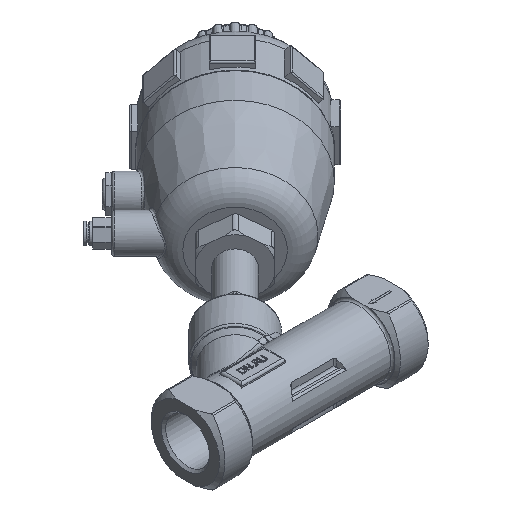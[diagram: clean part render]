
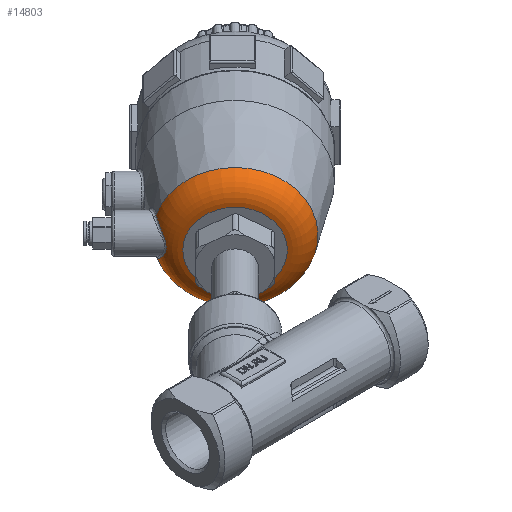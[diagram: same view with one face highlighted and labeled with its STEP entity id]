
A CAD part, isometric view. The second image highlights one B-rep face of the part: STEP entity #14803.
In plain terms, the highlighted toroidal (fillet/blend) face has major radius 16.859 mm and minor radius 10 mm.
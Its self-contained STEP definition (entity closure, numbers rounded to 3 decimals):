
#440=TOROIDAL_SURFACE('',#16091,16.859,10.);
#2413=FACE_OUTER_BOUND('',#3294,.T.);
#3294=EDGE_LOOP('',(#12503,#12504,#12505,#12506,#12507,#12508));
#4252=B_SPLINE_CURVE_WITH_KNOTS('',3,(#59699,#59700,#59701,#59702,#59703,
#59704,#59705,#59706,#59707,#59708,#59709,#59710,#59711),.UNSPECIFIED.,
 .F.,.F.,(4,1,1,1,1,1,1,1,1,1,4),(-2.566,-2.199,-1.833,
-1.466,-1.283,-1.1,-1.008,
-0.916,-0.733,-0.367,0.),
 .UNSPECIFIED.);
#4847=CIRCLE('',#16002,16.859);
#4860=CIRCLE('',#16022,26.707);
#4864=CIRCLE('',#16026,26.707);
#4900=CIRCLE('',#16092,10.);
#6140=VERTEX_POINT('',#59021);
#6174=VERTEX_POINT('',#59134);
#6175=VERTEX_POINT('',#59135);
#6176=VERTEX_POINT('',#59146);
#8228=EDGE_CURVE('',#6140,#6140,#4847,.T.);
#8272=EDGE_CURVE('',#6176,#6174,#4860,.T.);
#8278=EDGE_CURVE('',#6175,#6176,#4864,.T.);
#8374=EDGE_CURVE('',#6175,#6174,#4252,.T.);
#8375=EDGE_CURVE('',#6176,#6140,#4900,.T.);
#12503=ORIENTED_EDGE('',*,*,#8374,.F.);
#12504=ORIENTED_EDGE('',*,*,#8278,.T.);
#12505=ORIENTED_EDGE('',*,*,#8375,.T.);
#12506=ORIENTED_EDGE('',*,*,#8228,.T.);
#12507=ORIENTED_EDGE('',*,*,#8375,.F.);
#12508=ORIENTED_EDGE('',*,*,#8272,.T.);
#14803=ADVANCED_FACE('',(#2413),#440,.T.);
#16002=AXIS2_PLACEMENT_3D('',#59022,#18626,#18627);
#16022=AXIS2_PLACEMENT_3D('',#59147,#18687,#18688);
#16026=AXIS2_PLACEMENT_3D('',#59244,#18696,#18697);
#16091=AXIS2_PLACEMENT_3D('',#59698,#18858,#18859);
#16092=AXIS2_PLACEMENT_3D('',#59712,#18860,#18861);
#18626=DIRECTION('center_axis',(-1.,0.,0.));
#18627=DIRECTION('ref_axis',(0.,0.,1.));
#18687=DIRECTION('center_axis',(1.,0.,0.));
#18688=DIRECTION('ref_axis',(0.,0.,1.));
#18696=DIRECTION('center_axis',(1.,0.,0.));
#18697=DIRECTION('ref_axis',(0.,0.,1.));
#18858=DIRECTION('center_axis',(-1.,0.,0.));
#18859=DIRECTION('ref_axis',(0.,0.,1.));
#18860=DIRECTION('center_axis',(0.,-1.,0.));
#18861=DIRECTION('ref_axis',(0.,0.,-1.));
#59021=CARTESIAN_POINT('',(85.1,0.,-16.859));
#59022=CARTESIAN_POINT('Origin',(85.1,0.,0.));
#59134=CARTESIAN_POINT('',(76.836,25.44,-8.127));
#59135=CARTESIAN_POINT('',(76.836,25.44,8.127));
#59146=CARTESIAN_POINT('',(76.836,0.,-26.707));
#59147=CARTESIAN_POINT('Origin',(76.836,0.,
0.));
#59244=CARTESIAN_POINT('Origin',(76.836,0.,
0.));
#59698=CARTESIAN_POINT('Origin',(75.1,0.,0.));
#59699=CARTESIAN_POINT('Ctrl Pts',(76.836,25.44,8.127));
#59700=CARTESIAN_POINT('Ctrl Pts',(77.927,25.286,7.978));
#59701=CARTESIAN_POINT('Ctrl Pts',(80.004,24.746,7.187));
#59702=CARTESIAN_POINT('Ctrl Pts',(82.282,23.51,4.917));
#59703=CARTESIAN_POINT('Ctrl Pts',(83.368,22.431,2.384));
#59704=CARTESIAN_POINT('Ctrl Pts',(83.616,22.123,0.));
#59705=CARTESIAN_POINT('Ctrl Pts',(83.461,22.314,-1.489));
#59706=CARTESIAN_POINT('Ctrl Pts',(83.18,22.613,-2.592));
#59707=CARTESIAN_POINT('Ctrl Pts',(82.801,22.976,-3.636));
#59708=CARTESIAN_POINT('Ctrl Pts',(81.905,23.708,-5.294));
#59709=CARTESIAN_POINT('Ctrl Pts',(80.002,24.75,-7.188));
#59710=CARTESIAN_POINT('Ctrl Pts',(77.927,25.286,-7.978));
#59711=CARTESIAN_POINT('Ctrl Pts',(76.836,25.44,-8.127));
#59712=CARTESIAN_POINT('Origin',(75.1,0.,-16.859));
